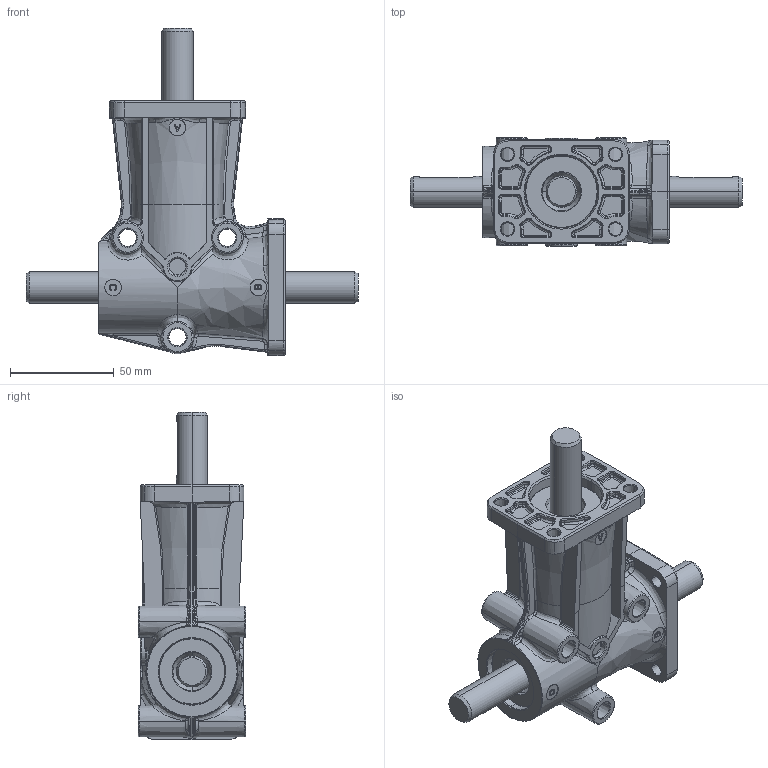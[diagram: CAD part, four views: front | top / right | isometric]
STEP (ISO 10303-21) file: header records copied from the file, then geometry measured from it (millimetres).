
FILE_DESCRIPTION(('STEP AP214'),'1');
FILE_NAME('dz_21_-_-_2fabc.stp','2017-07-04T12:42:50',('TraceParts'),('TraceParts S.A.'),'Spatial InterOp 3D',' ',' ');
FILE_SCHEMA(('automotive_design'));
Length unit declared in the file: millimetre
Products named in the file (1): dz_21_-_-_2fabc
Bounding box: 160 x 52 x 158 mm (x, y, z)
Volume: 310720.2 mm3; surface area: 57490 mm2
Topology: 1 solids, 2 shells, 1803 faces, 4537 edges, 2801 vertices
Faces by surface type: bspline 521, plane 501, cylinder 384, cone 331, torus 66
Entity records: 85718 total; most frequent: CARTESIAN_POINT 29877, ORIENTED_EDGE 9030, DIRECTION 7895, EDGE_CURVE 4515, AXIS2_PLACEMENT_3D 2930, VERTEX_POINT 2801, LINE 2035, VECTOR 2035
